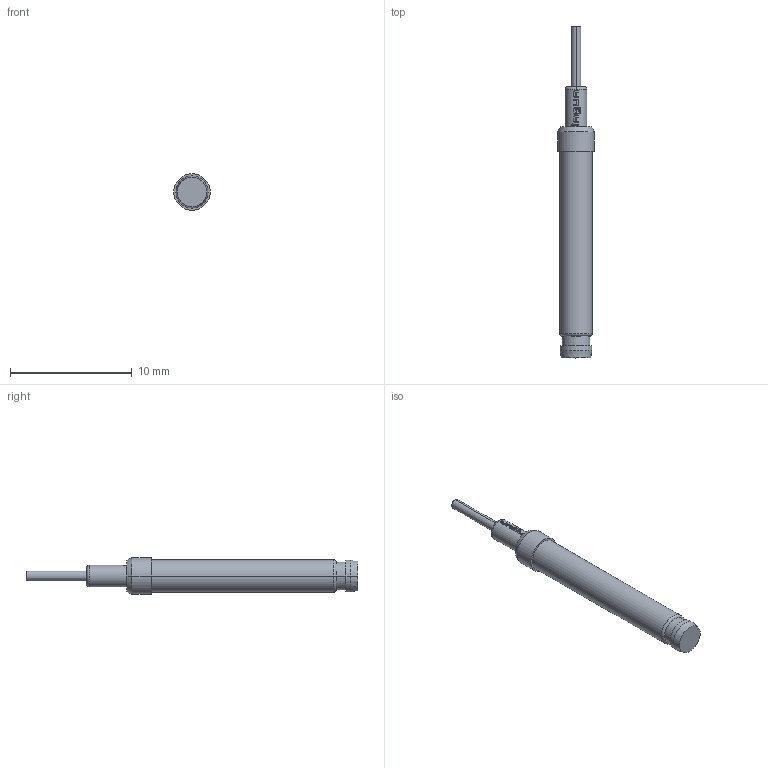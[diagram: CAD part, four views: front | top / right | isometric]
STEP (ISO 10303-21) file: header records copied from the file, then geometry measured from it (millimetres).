
FILE_DESCRIPTION (( 'STEP AP203' ), '1' );
FILE_NAME ('INGUN_GKS-113_302_080_A_xx02.STEP', '2022-09-12T12:19:14', ( 'ochi' ), ( '' ), 'SwSTEP 2.0', 'SolidWorks 2021', '' );
FILE_SCHEMA (( 'CONFIG_CONTROL_DESIGN' ));
Length unit declared in the file: millimetre
Products named in the file (1): INGUN_GKS-113_302_080_A_xx02
Bounding box: 3 x 27.3 x 3 mm (x, y, z)
Volume: 116.9 mm3; surface area: 203.8 mm2
Topology: 1 solids, 1 shells, 107 faces, 290 edges, 190 vertices
Faces by surface type: plane 46, cylinder 31, bspline 22, torus 4, cone 4
Entity records: 3733 total; most frequent: CARTESIAN_POINT 1088, ORIENTED_EDGE 580, DIRECTION 486, EDGE_CURVE 290, AXIS2_PLACEMENT_3D 196, VERTEX_POINT 190, EDGE_LOOP 112, CIRCLE 110
